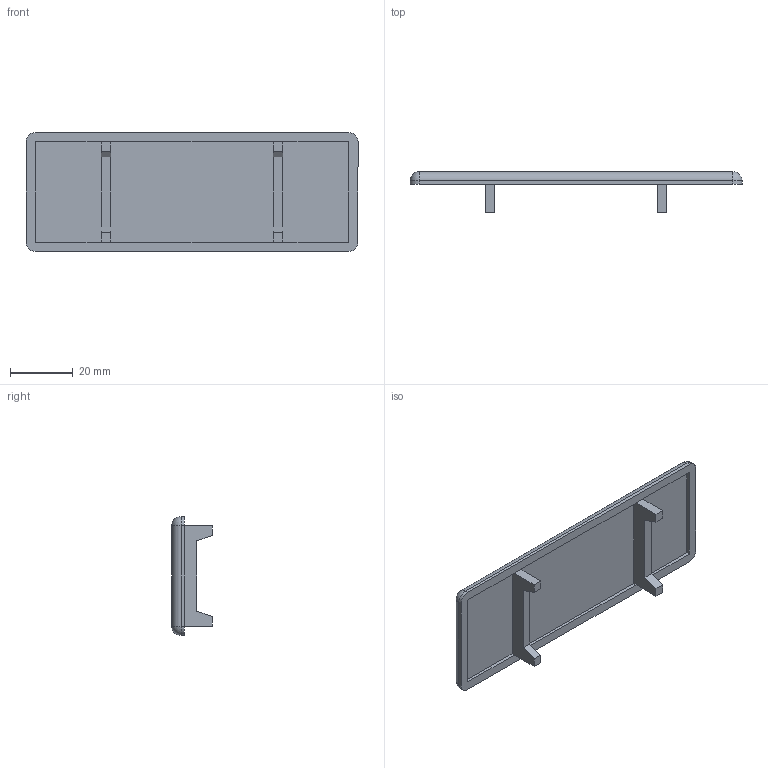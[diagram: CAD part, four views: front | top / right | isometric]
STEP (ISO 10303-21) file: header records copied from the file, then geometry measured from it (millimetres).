
FILE_DESCRIPTION((''),'2;1');
FILE_NAME('AR3442.stp','2016-08-23T14:57:46',('Konstruktor II'),(''),'Autodesk Inventor 2013','Autodesk Inventor 2013','');
FILE_SCHEMA(('AUTOMOTIVE_DESIGN { 1 0 10303 214 1 1 1 1 }'));
Length unit declared in the file: millimetre
Products named in the file (1): AR3442
Bounding box: 106 x 13 x 38 mm (x, y, z)
Volume: 13537.5 mm3; surface area: 10002.2 mm2
Topology: 1 solids, 1 shells, 47 faces, 112 edges, 68 vertices
Faces by surface type: plane 35, cylinder 8, sphere 4
Entity records: 1348 total; most frequent: CARTESIAN_POINT 228, DIRECTION 224, ORIENTED_EDGE 224, EDGE_CURVE 112, VECTOR 96, LINE 96, VERTEX_POINT 68, AXIS2_PLACEMENT_3D 64
